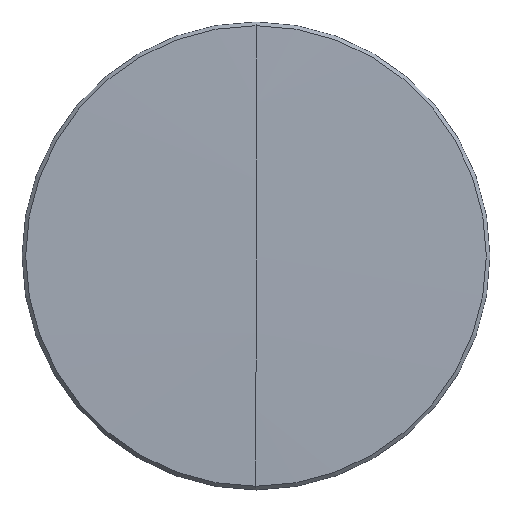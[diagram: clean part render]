
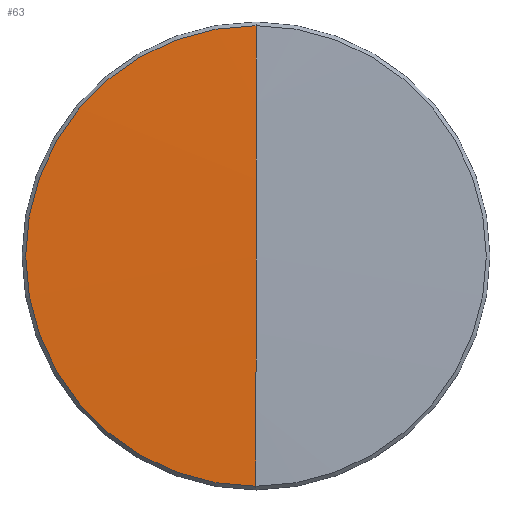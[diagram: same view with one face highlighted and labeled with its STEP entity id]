
A CAD part, top view. The second image highlights one B-rep face of the part: STEP entity #63.
In plain terms, the highlighted spherical face has radius 560.396 mm.
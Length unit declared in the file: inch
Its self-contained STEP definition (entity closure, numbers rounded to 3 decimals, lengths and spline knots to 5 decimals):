
#6 = DIRECTION ( 'NONE',  ( -1., 0., 0. ) ) ;
#10 = FACE_OUTER_BOUND ( 'NONE', #134, .T. ) ;
#15 = CIRCLE ( 'NONE', #205, 0.49213 ) ;
#20 = CARTESIAN_POINT ( 'NONE',  ( 0., 0., -22.01776 ) ) ;
#21 = DIRECTION ( 'NONE',  ( -1., 0., 0. ) ) ;
#26 = CIRCLE ( 'NONE', #193, 22.06283 ) ;
#47 = EDGE_CURVE ( 'NONE', #143, #204, #69, .T. ) ;
#56 = DIRECTION ( 'NONE',  ( 0., 0., 1. ) ) ;
#58 = CARTESIAN_POINT ( 'NONE',  ( 0., 0., 0.03959 ) ) ;
#63 = ADVANCED_FACE ( 'NONE', ( #10 ), #75, .T. ) ;
#64 = AXIS2_PLACEMENT_3D ( 'NONE', #20, #6, #199 ) ;
#65 = ORIENTED_EDGE ( 'NONE', *, *, #171, .F. ) ;
#69 = CIRCLE ( 'NONE', #64, 22.06283 ) ;
#75 = SPHERICAL_SURFACE ( 'NONE', #243, 22.06283 ) ;
#84 = ORIENTED_EDGE ( 'NONE', *, *, #47, .T. ) ;
#134 = EDGE_LOOP ( 'NONE', ( #197, #84, #65 ) ) ;
#140 = CARTESIAN_POINT ( 'NONE',  ( 0., 0., -22.01776 ) ) ;
#143 = VERTEX_POINT ( 'NONE', #150 ) ;
#150 = CARTESIAN_POINT ( 'NONE',  ( 0., -0.49213, 0.03959 ) ) ;
#170 = VERTEX_POINT ( 'NONE', #228 ) ;
#171 = EDGE_CURVE ( 'NONE', #170, #204, #26, .T. ) ;
#174 = DIRECTION ( 'NONE',  ( 0., 1., 0. ) ) ;
#181 = DIRECTION ( 'NONE',  ( 0., 0., -1. ) ) ;
#193 = AXIS2_PLACEMENT_3D ( 'NONE', #233, #230, #181 ) ;
#194 = EDGE_CURVE ( 'NONE', #170, #143, #15, .T. ) ;
#197 = ORIENTED_EDGE ( 'NONE', *, *, #194, .T. ) ;
#199 = DIRECTION ( 'NONE',  ( 0., -1., 0. ) ) ;
#204 = VERTEX_POINT ( 'NONE', #316 ) ;
#205 = AXIS2_PLACEMENT_3D ( 'NONE', #58, #56, #174 ) ;
#228 = CARTESIAN_POINT ( 'NONE',  ( 0., 0.49213, 0.03959 ) ) ;
#230 = DIRECTION ( 'NONE',  ( 1., 0., 0. ) ) ;
#233 = CARTESIAN_POINT ( 'NONE',  ( 0., 0., -22.01776 ) ) ;
#236 = DIRECTION ( 'NONE',  ( 0., 1., 0. ) ) ;
#243 = AXIS2_PLACEMENT_3D ( 'NONE', #140, #21, #236 ) ;
#316 = CARTESIAN_POINT ( 'NONE',  ( 0., 0., 0.04508 ) ) ;
